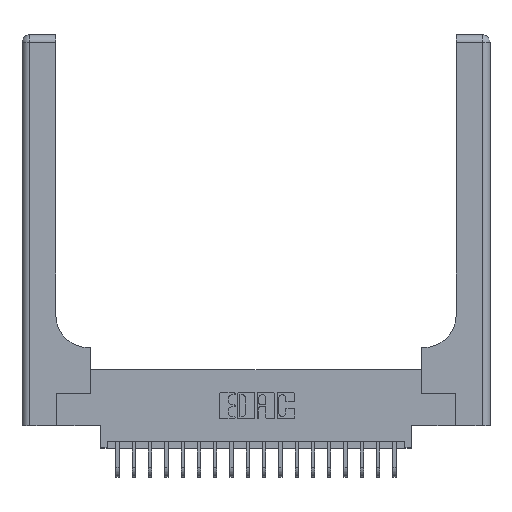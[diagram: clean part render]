
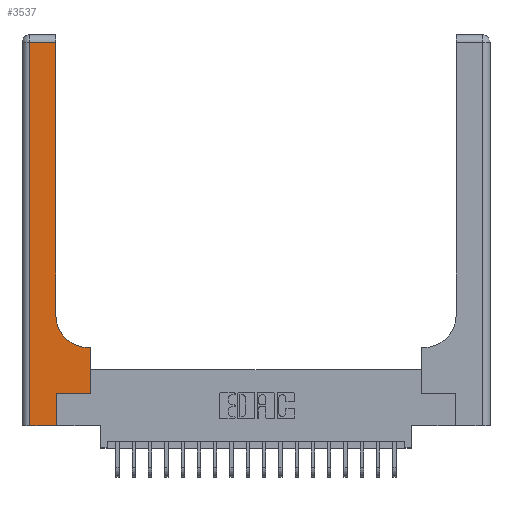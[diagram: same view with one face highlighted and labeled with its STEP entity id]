
A CAD part, top view. The second image highlights one B-rep face of the part: STEP entity #3537.
In plain terms, the highlighted planar face has unit normal (0, 0, 1).
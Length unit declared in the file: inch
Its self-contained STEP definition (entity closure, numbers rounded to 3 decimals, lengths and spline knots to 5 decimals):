
#209 = VECTOR ( 'NONE', #18462, 39.37008 ) ;
#601 = EDGE_CURVE ( 'NONE', #10443, #3754, #18871, .T. ) ;
#908 = EDGE_CURVE ( 'NONE', #6920, #21042, #19387, .T. ) ;
#1023 = CARTESIAN_POINT ( 'NONE',  ( 0.26, 3., 0.37 ) ) ;
#1052 = EDGE_CURVE ( 'NONE', #21042, #10443, #20727, .T. ) ;
#1715 = DIRECTION ( 'NONE',  ( 1., 0., 0. ) ) ;
#1802 = CARTESIAN_POINT ( 'NONE',  ( 0., 3., 0.37 ) ) ;
#2331 = VECTOR ( 'NONE', #17772, 39.37008 ) ;
#2415 = VERTEX_POINT ( 'NONE', #6127 ) ;
#2512 = CARTESIAN_POINT ( 'NONE',  ( 0.51, 0.85, 0.37 ) ) ;
#2650 = EDGE_LOOP ( 'NONE', ( #14346, #8396, #9643, #20283, #4846, #11442, #3869, #18172, #17815 ) ) ;
#2792 = CIRCLE ( 'NONE', #19622, 0.25 ) ;
#3138 = CARTESIAN_POINT ( 'NONE',  ( 0.51, 0.6, 0.37 ) ) ;
#3537 = ADVANCED_FACE ( 'NONE', ( #10225 ), #10325, .F. ) ;
#3613 = LINE ( 'NONE', #8427, #7616 ) ;
#3754 = VERTEX_POINT ( 'NONE', #3940 ) ;
#3869 = ORIENTED_EDGE ( 'NONE', *, *, #5665, .T. ) ;
#3940 = CARTESIAN_POINT ( 'NONE',  ( 0.265, 0.25, 0.37 ) ) ;
#4095 = CARTESIAN_POINT ( 'NONE',  ( 0.06, 2.94, 0.37 ) ) ;
#4552 = CARTESIAN_POINT ( 'NONE',  ( 0.26, 2.94, 0.37 ) ) ;
#4681 = VERTEX_POINT ( 'NONE', #8482 ) ;
#4846 = ORIENTED_EDGE ( 'NONE', *, *, #601, .T. ) ;
#5665 = EDGE_CURVE ( 'NONE', #15529, #4681, #15198, .T. ) ;
#6127 = CARTESIAN_POINT ( 'NONE',  ( 0.26, 0.85, 0.37 ) ) ;
#6310 = DIRECTION ( 'NONE',  ( 1., 0., 0. ) ) ;
#6405 = VECTOR ( 'NONE', #20135, 39.37008 ) ;
#6700 = CARTESIAN_POINT ( 'NONE',  ( 0.265, 0., 0.37 ) ) ;
#6920 = VERTEX_POINT ( 'NONE', #4095 ) ;
#7616 = VECTOR ( 'NONE', #16766, 39.37008 ) ;
#8396 = ORIENTED_EDGE ( 'NONE', *, *, #14435, .T. ) ;
#8427 = CARTESIAN_POINT ( 'NONE',  ( 0., 2.94, 0.37 ) ) ;
#8482 = CARTESIAN_POINT ( 'NONE',  ( 0.528, 0.6, 0.37 ) ) ;
#9643 = ORIENTED_EDGE ( 'NONE', *, *, #908, .T. ) ;
#10119 = EDGE_CURVE ( 'NONE', #3754, #15529, #10237, .T. ) ;
#10225 = FACE_OUTER_BOUND ( 'NONE', #2650, .T. ) ;
#10237 = LINE ( 'NONE', #16357, #12359 ) ;
#10325 = PLANE ( 'NONE',  #12245 ) ;
#10443 = VERTEX_POINT ( 'NONE', #20138 ) ;
#10927 = LINE ( 'NONE', #1023, #18637 ) ;
#10958 = VECTOR ( 'NONE', #16932, 39.37008 ) ;
#11228 = LINE ( 'NONE', #16715, #6405 ) ;
#11442 = ORIENTED_EDGE ( 'NONE', *, *, #10119, .T. ) ;
#11521 = DIRECTION ( 'NONE',  ( 0., 0., -1. ) ) ;
#11975 = EDGE_CURVE ( 'NONE', #4681, #13774, #11228, .T. ) ;
#12175 = DIRECTION ( 'NONE',  ( -1., 0., 0. ) ) ;
#12245 = AXIS2_PLACEMENT_3D ( 'NONE', #1802, #13743, #12175 ) ;
#12359 = VECTOR ( 'NONE', #6310, 39.37008 ) ;
#12476 = EDGE_CURVE ( 'NONE', #2415, #16752, #10927, .T. ) ;
#12900 = DIRECTION ( 'NONE',  ( 0., 1., 0. ) ) ;
#13743 = DIRECTION ( 'NONE',  ( 0., 0., -1. ) ) ;
#13759 = CARTESIAN_POINT ( 'NONE',  ( 0.528, 0.25, 0.37 ) ) ;
#13774 = VERTEX_POINT ( 'NONE', #3138 ) ;
#13928 = CARTESIAN_POINT ( 'NONE',  ( 0.06, 0., 0.37 ) ) ;
#14346 = ORIENTED_EDGE ( 'NONE', *, *, #12476, .T. ) ;
#14435 = EDGE_CURVE ( 'NONE', #16752, #6920, #3613, .T. ) ;
#14609 = VECTOR ( 'NONE', #21868, 39.37008 ) ;
#14696 = EDGE_CURVE ( 'NONE', #13774, #2415, #2792, .T. ) ;
#15198 = LINE ( 'NONE', #21919, #10958 ) ;
#15529 = VERTEX_POINT ( 'NONE', #13759 ) ;
#16357 = CARTESIAN_POINT ( 'NONE',  ( 0.265, 0.25, 0.37 ) ) ;
#16715 = CARTESIAN_POINT ( 'NONE',  ( 0.26, 0.6, 0.37 ) ) ;
#16752 = VERTEX_POINT ( 'NONE', #4552 ) ;
#16766 = DIRECTION ( 'NONE',  ( -1., 0., 0. ) ) ;
#16932 = DIRECTION ( 'NONE',  ( 0., 1., 0. ) ) ;
#17772 = DIRECTION ( 'NONE',  ( 0., -1., 0. ) ) ;
#17815 = ORIENTED_EDGE ( 'NONE', *, *, #14696, .T. ) ;
#18172 = ORIENTED_EDGE ( 'NONE', *, *, #11975, .T. ) ;
#18462 = DIRECTION ( 'NONE',  ( 0., 1., 0. ) ) ;
#18637 = VECTOR ( 'NONE', #12900, 39.37008 ) ;
#18871 = LINE ( 'NONE', #6700, #209 ) ;
#19387 = LINE ( 'NONE', #21508, #2331 ) ;
#19622 = AXIS2_PLACEMENT_3D ( 'NONE', #2512, #11521, #1715 ) ;
#20135 = DIRECTION ( 'NONE',  ( -1., 0., 0. ) ) ;
#20138 = CARTESIAN_POINT ( 'NONE',  ( 0.265, 0., 0.37 ) ) ;
#20283 = ORIENTED_EDGE ( 'NONE', *, *, #1052, .T. ) ;
#20727 = LINE ( 'NONE', #21655, #14609 ) ;
#21042 = VERTEX_POINT ( 'NONE', #13928 ) ;
#21508 = CARTESIAN_POINT ( 'NONE',  ( 0.06, 3., 0.37 ) ) ;
#21655 = CARTESIAN_POINT ( 'NONE',  ( 0., 0., 0.37 ) ) ;
#21868 = DIRECTION ( 'NONE',  ( 1., 0., 0. ) ) ;
#21919 = CARTESIAN_POINT ( 'NONE',  ( 0.528, 0.25, 0.37 ) ) ;
